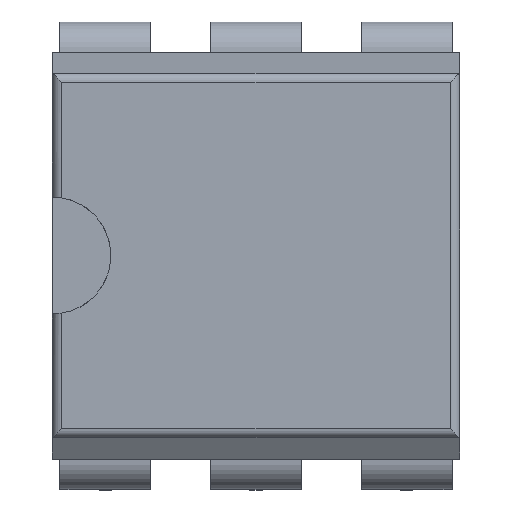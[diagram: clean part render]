
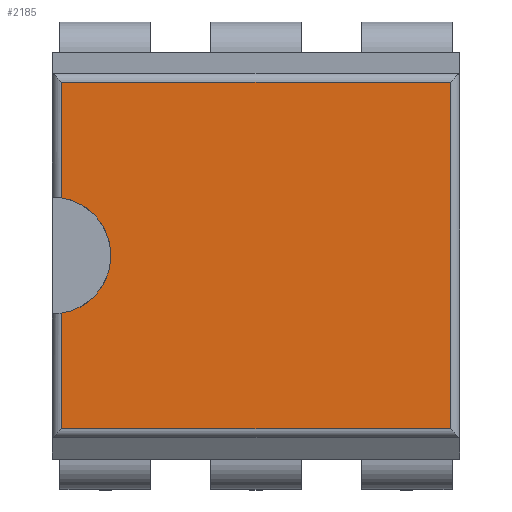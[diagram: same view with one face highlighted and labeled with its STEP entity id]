
A CAD part, top view. The second image highlights one B-rep face of the part: STEP entity #2185.
In plain terms, the highlighted planar face has unit normal (0, 0, 1).
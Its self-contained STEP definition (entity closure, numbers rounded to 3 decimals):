
#141=PLANE('',#2368);
#252=FACE_OUTER_BOUND('',#363,.T.);
#363=EDGE_LOOP('',(#2044,#2045,#2046,#2047,#2048,#2049));
#614=LINE('',#3541,#879);
#615=LINE('',#3547,#880);
#617=LINE('',#3553,#882);
#619=LINE('',#3563,#884);
#621=LINE('',#3569,#886);
#879=VECTOR('',#2888,10.);
#880=VECTOR('',#2895,10.);
#882=VECTOR('',#2901,10.);
#884=VECTOR('',#2911,10.);
#886=VECTOR('',#2917,10.);
#920=CIRCLE('',#2364,0.984);
#1112=VERTEX_POINT('',#3529);
#1113=VERTEX_POINT('',#3540);
#1115=VERTEX_POINT('',#3546);
#1117=VERTEX_POINT('',#3552);
#1121=VERTEX_POINT('',#3562);
#1123=VERTEX_POINT('',#3568);
#1409=EDGE_CURVE('',#1112,#1113,#614,.T.);
#1412=EDGE_CURVE('',#1113,#1115,#615,.T.);
#1415=EDGE_CURVE('',#1115,#1117,#617,.T.);
#1420=EDGE_CURVE('',#1117,#1121,#619,.T.);
#1423=EDGE_CURVE('',#1121,#1123,#621,.T.);
#1434=EDGE_CURVE('',#1112,#1123,#920,.T.);
#2044=ORIENTED_EDGE('',*,*,#1409,.F.);
#2045=ORIENTED_EDGE('',*,*,#1434,.T.);
#2046=ORIENTED_EDGE('',*,*,#1423,.F.);
#2047=ORIENTED_EDGE('',*,*,#1420,.F.);
#2048=ORIENTED_EDGE('',*,*,#1415,.F.);
#2049=ORIENTED_EDGE('',*,*,#1412,.F.);
#2185=ADVANCED_FACE('',(#252),#141,.T.);
#2364=AXIS2_PLACEMENT_3D('',#3596,#2937,#2938);
#2368=AXIS2_PLACEMENT_3D('',#3601,#2946,#2947);
#2888=DIRECTION('',(0.,1.,0.));
#2895=DIRECTION('',(1.,0.,0.));
#2901=DIRECTION('',(0.,-1.,0.));
#2911=DIRECTION('',(-1.,0.,0.));
#2917=DIRECTION('',(0.,1.,0.));
#2937=DIRECTION('center_axis',(0.,0.,-1.));
#2938=DIRECTION('ref_axis',(-1.,0.,0.));
#2946=DIRECTION('center_axis',(0.,0.,1.));
#2947=DIRECTION('ref_axis',(1.,0.,0.));
#3529=CARTESIAN_POINT('',(-3.272,0.972,3.883));
#3540=CARTESIAN_POINT('',(-3.272,2.916,3.883));
#3541=CARTESIAN_POINT('',(-3.272,1.714,3.883));
#3546=CARTESIAN_POINT('',(3.272,2.916,3.883));
#3547=CARTESIAN_POINT('',(-1.715,2.916,3.883));
#3552=CARTESIAN_POINT('',(3.272,-2.916,3.883));
#3553=CARTESIAN_POINT('',(3.272,-1.715,3.883));
#3562=CARTESIAN_POINT('',(-3.272,-2.916,3.883));
#3563=CARTESIAN_POINT('',(-1.715,-2.916,3.883));
#3568=CARTESIAN_POINT('',(-3.272,-0.972,3.883));
#3569=CARTESIAN_POINT('',(-3.272,1.714,3.883));
#3596=CARTESIAN_POINT('Origin',(-3.429,0.,
3.883));
#3601=CARTESIAN_POINT('Origin',(0.,0.,
3.883));
